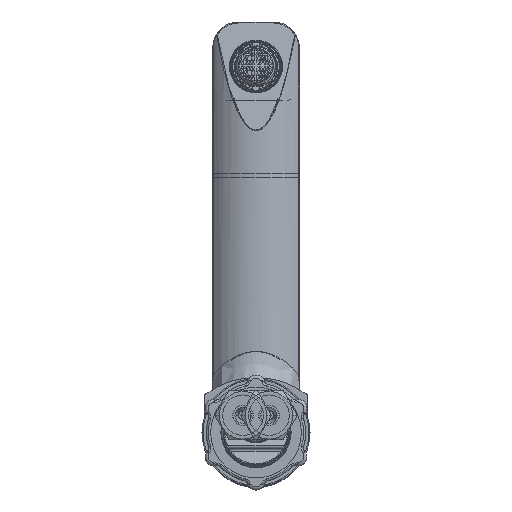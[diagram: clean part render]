
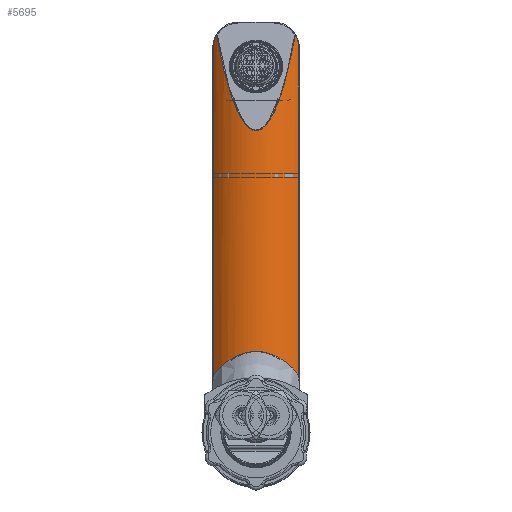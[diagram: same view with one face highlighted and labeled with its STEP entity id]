
A CAD part, front view. The second image highlights one B-rep face of the part: STEP entity #5695.
In plain terms, the highlighted cylindrical face has radius 26.722 mm (diameter 53.444 mm), a partial arc.
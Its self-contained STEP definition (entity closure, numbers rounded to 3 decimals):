
#336=ELLIPSE('',#37908,166.053,26.722);
#1254=B_SPLINE_CURVE_WITH_KNOTS('',3,(#79720,#79721,#79722,#79723),
 .UNSPECIFIED.,.F.,.F.,(4,4),(0.,1.),.UNSPECIFIED.);
#1255=B_SPLINE_CURVE_WITH_KNOTS('',3,(#79727,#79728,#79729,#79730,#79731,
#79732,#79733,#79734),.UNSPECIFIED.,.F.,.F.,(4,2,2,4),(0.,0.5,0.75,1.),
 .UNSPECIFIED.);
#1256=B_SPLINE_CURVE_WITH_KNOTS('',3,(#79736,#79737,#79738,#79739,#79740,
#79741,#79742,#79743,#79744,#79745),.UNSPECIFIED.,.F.,.F.,(4,2,2,2,4),(0.,
0.25,0.5,0.75,1.),.UNSPECIFIED.);
#1257=B_SPLINE_CURVE_WITH_KNOTS('',3,(#79749,#79750,#79751,#79752),
 .UNSPECIFIED.,.F.,.F.,(4,4),(0.,1.),.UNSPECIFIED.);
#3884=FACE_OUTER_BOUND('',#9142,.T.);
#5695=ADVANCED_FACE('',(#3884),#6464,.T.);
#6464=CYLINDRICAL_SURFACE('',#37909,26.722);
#9142=EDGE_LOOP('',(#18440,#18441,#18442,#18443,#18444,#18445,#18446));
#18440=ORIENTED_EDGE('',*,*,#27544,.T.);
#18441=ORIENTED_EDGE('',*,*,#27545,.T.);
#18442=ORIENTED_EDGE('',*,*,#27546,.T.);
#18443=ORIENTED_EDGE('',*,*,#27547,.T.);
#18444=ORIENTED_EDGE('',*,*,#27548,.T.);
#18445=ORIENTED_EDGE('',*,*,#27549,.T.);
#18446=ORIENTED_EDGE('',*,*,#27550,.T.);
#22587=VERTEX_POINT('',#79718);
#22588=VERTEX_POINT('',#79719);
#22589=VERTEX_POINT('',#79724);
#22590=VERTEX_POINT('',#79726);
#22591=VERTEX_POINT('',#79735);
#22592=VERTEX_POINT('',#79746);
#22593=VERTEX_POINT('',#79748);
#27544=EDGE_CURVE('',#22587,#22588,#336,.T.);
#27545=EDGE_CURVE('',#22588,#22589,#1254,.T.);
#27546=EDGE_CURVE('',#22589,#22590,#32112,.T.);
#27547=EDGE_CURVE('',#22590,#22591,#1255,.T.);
#27548=EDGE_CURVE('',#22591,#22592,#1256,.T.);
#27549=EDGE_CURVE('',#22592,#22593,#32113,.T.);
#27550=EDGE_CURVE('',#22593,#22587,#1257,.T.);
#32112=LINE('',#79725,#34789);
#32113=LINE('',#79747,#34790);
#34789=VECTOR('',#46762,1.);
#34790=VECTOR('',#46763,1.);
#37908=AXIS2_PLACEMENT_3D('',#79717,#46760,#46761);
#37909=AXIS2_PLACEMENT_3D('',#79753,#46764,#46765);
#46760=DIRECTION('',(0.,0.987,-0.161));
#46761=DIRECTION('',(0.,0.161,0.987));
#46762=DIRECTION('',(0.,0.,-1.));
#46763=DIRECTION('',(0.,0.,1.));
#46764=DIRECTION('',(0.,0.,1.));
#46765=DIRECTION('',(1.,0.,0.));
#79717=CARTESIAN_POINT('',(0.,123.782,302.007));
#79718=CARTESIAN_POINT('',(18.21,104.225,182.062));
#79719=CARTESIAN_POINT('',(-18.21,104.225,182.062));
#79720=CARTESIAN_POINT('',(-18.21,104.225,182.062));
#79721=CARTESIAN_POINT('',(-19.231,105.176,180.387));
#79722=CARTESIAN_POINT('',(-19.872,105.917,178.349));
#79723=CARTESIAN_POINT('',(-19.872,105.917,176.158));
#79724=CARTESIAN_POINT('',(-19.872,105.917,176.158));
#79725=CARTESIAN_POINT('',(-19.872,105.917,116.158));
#79726=CARTESIAN_POINT('',(-19.872,105.917,24.554));
#79727=CARTESIAN_POINT('',(-19.872,105.917,24.554));
#79728=CARTESIAN_POINT('',(-17.694,103.494,27.327));
#79729=CARTESIAN_POINT('',(-15.087,101.417,29.958));
#79730=CARTESIAN_POINT('',(-10.09,98.969,33.125));
#79731=CARTESIAN_POINT('',(-8.237,98.278,34.036));
#79732=CARTESIAN_POINT('',(-4.238,97.318,35.311));
#79733=CARTESIAN_POINT('',(-2.162,97.06,35.658));
#79734=CARTESIAN_POINT('',(0.,97.06,35.658));
#79735=CARTESIAN_POINT('',(0.,97.06,35.658));
#79736=CARTESIAN_POINT('',(0.,97.06,35.658));
#79737=CARTESIAN_POINT('',(2.143,97.06,35.658));
#79738=CARTESIAN_POINT('',(4.265,97.325,35.303));
#79739=CARTESIAN_POINT('',(8.221,98.275,34.041));
#79740=CARTESIAN_POINT('',(10.061,98.958,33.139));
#79741=CARTESIAN_POINT('',(13.379,100.577,31.044));
#79742=CARTESIAN_POINT('',(14.89,101.529,29.831));
#79743=CARTESIAN_POINT('',(17.584,103.589,27.284));
#79744=CARTESIAN_POINT('',(18.785,104.707,25.938));
#79745=CARTESIAN_POINT('',(19.872,105.917,24.554));
#79746=CARTESIAN_POINT('',(19.872,105.917,24.554));
#79747=CARTESIAN_POINT('',(19.872,105.917,116.158));
#79748=CARTESIAN_POINT('',(19.872,105.917,176.158));
#79749=CARTESIAN_POINT('',(19.872,105.917,176.158));
#79750=CARTESIAN_POINT('',(19.872,105.917,178.349));
#79751=CARTESIAN_POINT('',(19.231,105.176,180.387));
#79752=CARTESIAN_POINT('',(18.21,104.225,182.062));
#79753=CARTESIAN_POINT('',(0.,123.782,116.158));
